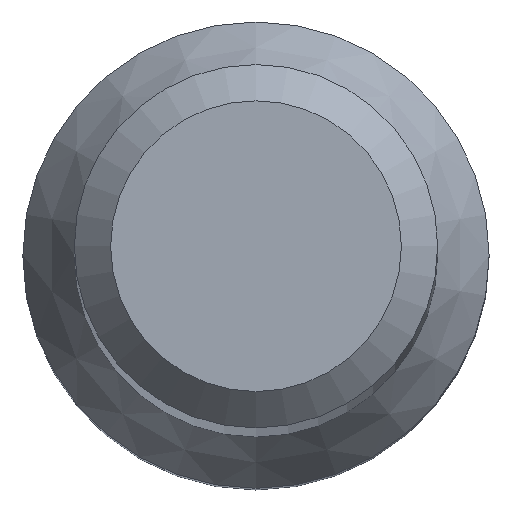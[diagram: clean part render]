
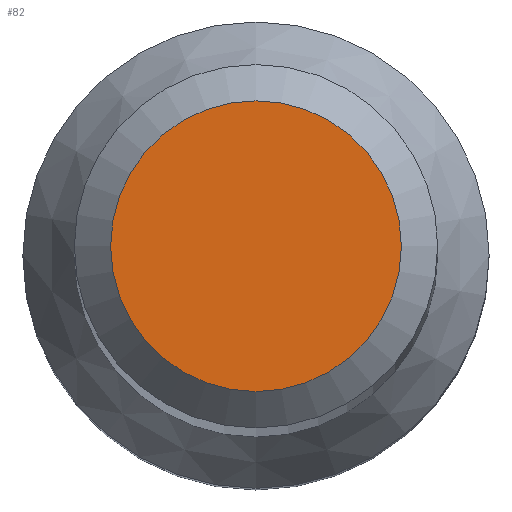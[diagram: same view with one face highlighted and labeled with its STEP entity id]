
A CAD part, top view. The second image highlights one B-rep face of the part: STEP entity #82.
In plain terms, the highlighted planar face has unit normal (0, 0, 1).
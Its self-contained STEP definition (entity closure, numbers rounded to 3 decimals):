
#6 = CARTESIAN_POINT ( 'NONE',  ( 0., 0., 101. ) ) ;
#25 = DIRECTION ( 'NONE',  ( 0., 1., 0. ) ) ;
#62 = AXIS2_PLACEMENT_3D ( 'NONE', #118, #169, #25 ) ;
#66 = AXIS2_PLACEMENT_3D ( 'NONE', #6, #170, #69 ) ;
#69 = DIRECTION ( 'NONE',  ( 0., 1., 0. ) ) ;
#73 = EDGE_CURVE ( 'NONE', #213, #213, #184, .T. ) ;
#82 = ADVANCED_FACE ( 'NONE', ( #171 ), #101, .F. ) ;
#95 = ORIENTED_EDGE ( 'NONE', *, *, #73, .F. ) ;
#101 = PLANE ( 'NONE',  #66 ) ;
#118 = CARTESIAN_POINT ( 'NONE',  ( 0., 0., 101. ) ) ;
#158 = CARTESIAN_POINT ( 'NONE',  ( 0., 2.4, 101. ) ) ;
#169 = DIRECTION ( 'NONE',  ( 0., 0., -1. ) ) ;
#170 = DIRECTION ( 'NONE',  ( 0., 0., -1. ) ) ;
#171 = FACE_OUTER_BOUND ( 'NONE', #239, .T. ) ;
#184 = CIRCLE ( 'NONE', #62, 2.4 ) ;
#213 = VERTEX_POINT ( 'NONE', #158 ) ;
#239 = EDGE_LOOP ( 'NONE', ( #95 ) ) ;
